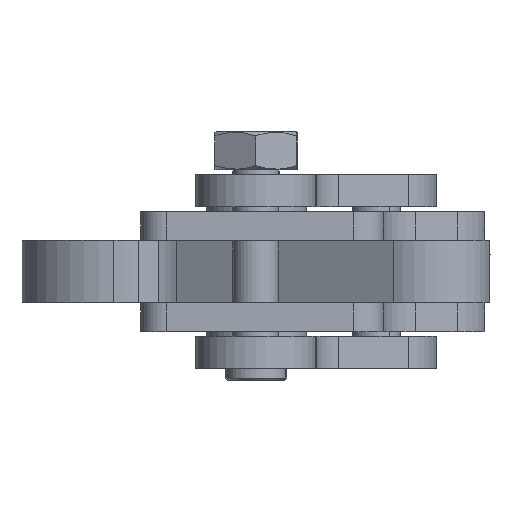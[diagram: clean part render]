
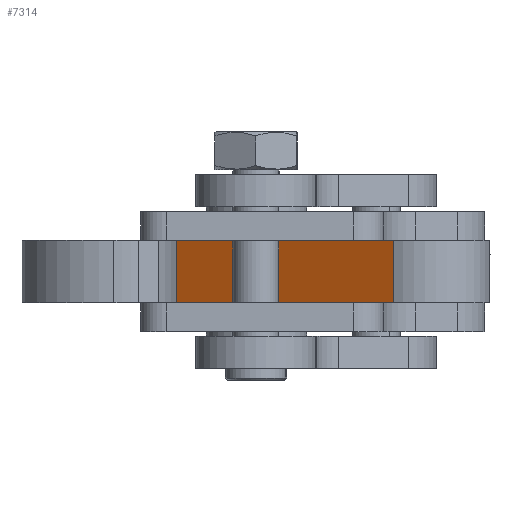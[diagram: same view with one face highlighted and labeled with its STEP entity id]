
A CAD part, front view. The second image highlights one B-rep face of the part: STEP entity #7314.
In plain terms, the highlighted planar face has unit normal (-0.52, -0.854, 0).
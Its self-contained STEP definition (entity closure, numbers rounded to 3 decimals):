
#906 = CARTESIAN_POINT ( 'NONE',  ( -163.126, 74.711, 6.5 ) ) ;
#1030 = DIRECTION ( 'NONE',  ( 0., 0., -1. ) ) ;
#1060 = CARTESIAN_POINT ( 'NONE',  ( -163.126, 74.711, 7. ) ) ;
#1187 = LINE ( 'NONE', #1060, #1578 ) ;
#1578 = VECTOR ( 'NONE', #1030, 1000. ) ;
#1762 = PLANE ( 'NONE',  #6337 ) ;
#1964 = VERTEX_POINT ( 'NONE', #3492 ) ;
#2041 = ORIENTED_EDGE ( 'NONE', *, *, #4897, .F. ) ;
#2212 = CARTESIAN_POINT ( 'NONE',  ( -163.126, 74.711, 7. ) ) ;
#2463 = VECTOR ( 'NONE', #5759, 1000. ) ;
#2981 = ORIENTED_EDGE ( 'NONE', *, *, #5662, .T. ) ;
#3174 = ORIENTED_EDGE ( 'NONE', *, *, #5013, .T. ) ;
#3287 = CARTESIAN_POINT ( 'NONE',  ( -208.243, 102.167, 7. ) ) ;
#3427 = VERTEX_POINT ( 'NONE', #5290 ) ;
#3492 = CARTESIAN_POINT ( 'NONE',  ( -163.126, 74.711, -6.5 ) ) ;
#3954 = VERTEX_POINT ( 'NONE', #906 ) ;
#4090 = DIRECTION ( 'NONE',  ( -0.854, 0.52, 0. ) ) ;
#4377 = CARTESIAN_POINT ( 'NONE',  ( -163.126, 74.711, 6.5 ) ) ;
#4385 = EDGE_CURVE ( 'NONE', #3427, #1964, #4641, .T. ) ;
#4641 = LINE ( 'NONE', #7549, #5221 ) ;
#4897 = EDGE_CURVE ( 'NONE', #3954, #1964, #1187, .T. ) ;
#5013 = EDGE_CURVE ( 'NONE', #7619, #3427, #5738, .T. ) ;
#5194 = FACE_OUTER_BOUND ( 'NONE', #5519, .T. ) ;
#5221 = VECTOR ( 'NONE', #6066, 1000. ) ;
#5290 = CARTESIAN_POINT ( 'NONE',  ( -208.243, 102.167, -6.5 ) ) ;
#5519 = EDGE_LOOP ( 'NONE', ( #2041, #2981, #3174, #6215 ) ) ;
#5662 = EDGE_CURVE ( 'NONE', #3954, #7619, #7285, .T. ) ;
#5738 = LINE ( 'NONE', #3287, #2463 ) ;
#5759 = DIRECTION ( 'NONE',  ( 0., 0., -1. ) ) ;
#5910 = CARTESIAN_POINT ( 'NONE',  ( -208.243, 102.167, 6.5 ) ) ;
#6066 = DIRECTION ( 'NONE',  ( 0.854, -0.52, 0. ) ) ;
#6215 = ORIENTED_EDGE ( 'NONE', *, *, #4385, .T. ) ;
#6229 = VECTOR ( 'NONE', #4090, 1000. ) ;
#6337 = AXIS2_PLACEMENT_3D ( 'NONE', #2212, #7053, #6877 ) ;
#6877 = DIRECTION ( 'NONE',  ( 0., 0., 1. ) ) ;
#7053 = DIRECTION ( 'NONE',  ( 0.52, 0.854, 0. ) ) ;
#7285 = LINE ( 'NONE', #4377, #6229 ) ;
#7314 = ADVANCED_FACE ( 'NONE', ( #5194 ), #1762, .F. ) ;
#7549 = CARTESIAN_POINT ( 'NONE',  ( -163.126, 74.711, -6.5 ) ) ;
#7619 = VERTEX_POINT ( 'NONE', #5910 ) ;
